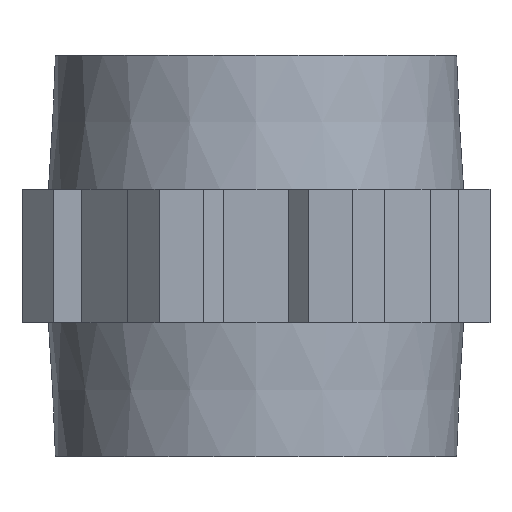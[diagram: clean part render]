
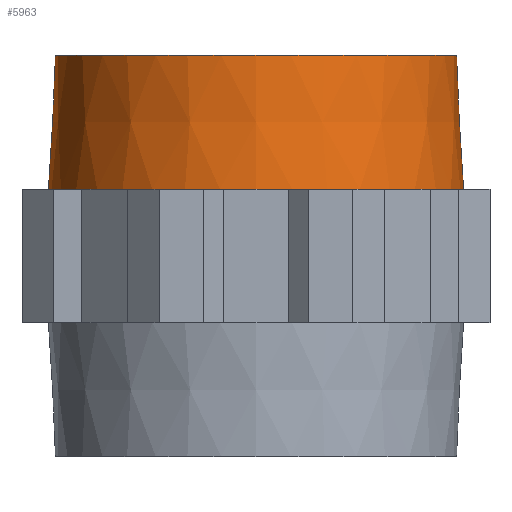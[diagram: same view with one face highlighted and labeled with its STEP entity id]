
A CAD part, left-side view. The second image highlights one B-rep face of the part: STEP entity #5963.
In plain terms, the highlighted conical face has half-angle 3 degrees and reference radius 15 mm.
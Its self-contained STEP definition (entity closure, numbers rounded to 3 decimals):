
#788=FACE_OUTER_BOUND('',#1128,.T.);
#1128=EDGE_LOOP('',(#5361,#5362,#5363,#5364));
#1723=LINE('',#11113,#2383);
#2383=VECTOR('',#7305,15.);
#2523=CIRCLE('',#6245,15.);
#2524=CIRCLE('',#6250,15.524);
#3012=VERTEX_POINT('',#11105);
#3013=VERTEX_POINT('',#11111);
#3821=EDGE_CURVE('',#3012,#3012,#2523,.T.);
#3822=EDGE_CURVE('',#3013,#3013,#2524,.T.);
#3823=EDGE_CURVE('',#3013,#3012,#1723,.T.);
#5361=ORIENTED_EDGE('',*,*,#3822,.F.);
#5362=ORIENTED_EDGE('',*,*,#3823,.T.);
#5363=ORIENTED_EDGE('',*,*,#3821,.F.);
#5364=ORIENTED_EDGE('',*,*,#3823,.F.);
#5696=CONICAL_SURFACE('',#6249,15.,0.052);
#5963=ADVANCED_FACE('',(#788),#5696,.T.);
#6245=AXIS2_PLACEMENT_3D('',#11106,#7293,#7294);
#6249=AXIS2_PLACEMENT_3D('',#11110,#7301,#7302);
#6250=AXIS2_PLACEMENT_3D('',#11112,#7303,#7304);
#7293=DIRECTION('center_axis',(0.,0.,1.));
#7294=DIRECTION('ref_axis',(1.,0.,0.));
#7301=DIRECTION('center_axis',(0.,0.,-1.));
#7302=DIRECTION('ref_axis',(1.,0.,0.));
#7303=DIRECTION('center_axis',(0.,0.,-1.));
#7304=DIRECTION('ref_axis',(1.,0.,0.));
#7305=DIRECTION('',(0.052,0.,0.999));
#11105=CARTESIAN_POINT('',(-15.,0.,30.));
#11106=CARTESIAN_POINT('Origin',(0.,0.,30.));
#11110=CARTESIAN_POINT('Origin',(0.,0.,30.));
#11111=CARTESIAN_POINT('',(-15.524,0.,20.));
#11112=CARTESIAN_POINT('Origin',(0.,0.,20.));
#11113=CARTESIAN_POINT('',(-15.,0.,30.));
